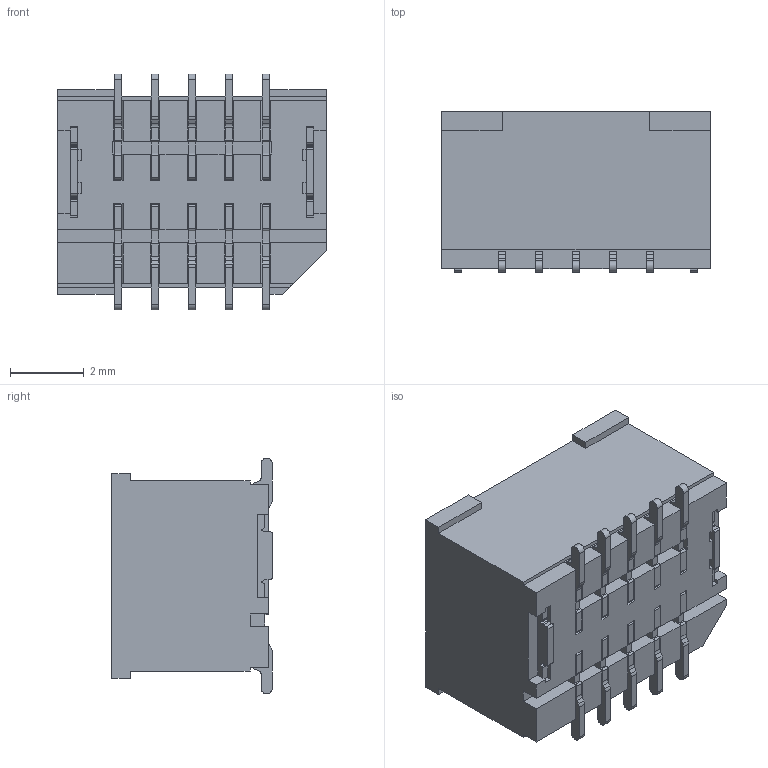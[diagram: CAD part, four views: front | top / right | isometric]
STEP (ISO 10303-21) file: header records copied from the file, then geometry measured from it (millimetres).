
FILE_DESCRIPTION((''),'2;1');
FILE_NAME('FWF10003-D10','2022-01-20T',('gongcheng6'),(''),'PRO/ENGINEER BY PARAMETRIC TECHNOLOGY CORPORATION, 2010280','PRO/ENGINEER BY PARAMETRIC TECHNOLOGY CORPORATION, 2010280','');
FILE_SCHEMA(('CONFIG_CONTROL_DESIGN'));
Length unit declared in the file: millimetre
Products named in the file (1): FWF10003-D10
Bounding box: 7.3 x 4.35 x 6.4 mm (x, y, z)
Volume: 81.3 mm3; surface area: 302.3 mm2
Topology: 1 solids, 1 shells, 673 faces, 1836 edges, 1196 vertices
Faces by surface type: plane 511, cylinder 162
Entity records: 21114 total; most frequent: CARTESIAN_POINT 3741, ORIENTED_EDGE 3672, DIRECTION 3532, EDGE_CURVE 1836, VECTOR 1470, LINE 1470, VERTEX_POINT 1196, AXIS2_PLACEMENT_3D 1031
